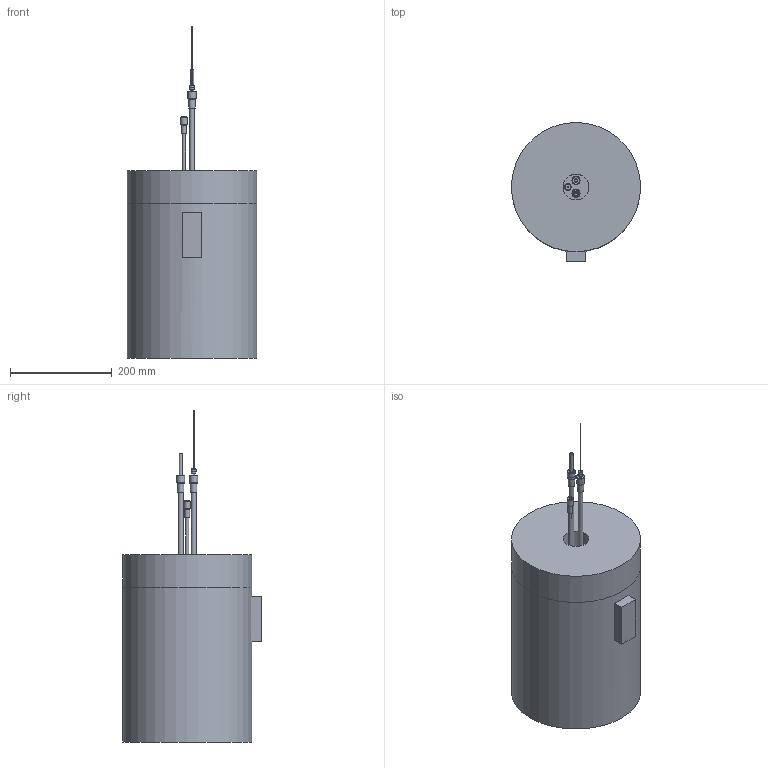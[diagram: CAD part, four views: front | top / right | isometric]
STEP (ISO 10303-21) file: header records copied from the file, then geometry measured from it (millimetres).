
FILE_DESCRIPTION(/* description */ (''),/* implementation_level */ '2;1');
FILE_NAME(/* name */ 'StaticLeadCorrosionSetup.stp',/* time_stamp */ '2024-02-17T16:30:10-05:00',/* author */ ('Weiyue Zhou'),/* organization */ (''),/* preprocessor_version */ 'ST-DEVELOPER v20',/* originating_system */ 'Autodesk Inventor 2024',/* authorisation */ '');
FILE_SCHEMA (('AUTOMOTIVE_DESIGN { 1 0 10303 214 3 1 1 }'));
Length unit declared in the file: inch
Products named in the file (26): StaticLeadCorrosionSetup; f0337x000nt; fn-0337; A0001691; P0001623; P0000157; A0000618; P0000439; P0000494; Cover and Modification; f0337x000n; ThreeEighthTubing; OneQuarterTubing; s-012-k; s-025-k; c0002181; p0001775; P0001706; p0001593; MoWireThin; SS-1-UT-A-4-SwagelokCompany-3D-10-28-2020; CC46Z from Almath; Mo Cap; Mo Tube; Furnace representation; Furnace Cap
Assembly tree (27 placements, depth 4):
  StaticLeadCorrosionSetup
    f0337x000nt
    fn-0337
      A0001691
        P0001623
        P0000157
      A0000618
        P0000439
        P0000494
    Cover and Modification
      f0337x000n
      ThreeEighthTubing  x2
      OneQuarterTubing
      s-025-k  x2
        c0002181
        p0001775
        P0001706
        p0001593
      s-012-k
    MoWireThin
    SS-1-UT-A-4-SwagelokCompany-3D-10-28-2020
    CC46Z from Almath
    Mo Cap
    Mo Tube
    Furnace representation
    Furnace Cap
Bounding box: 254 x 273.05 x 653.18 mm (x, y, z)
Volume: 17246316.8 mm3; surface area: 804009.6 mm2
Topology: 25 solids, 26 shells, 319 faces, 736 edges, 482 vertices
Faces by surface type: cylinder 120, cone 101, plane 77, torus 21
Full cylindrical faces by diameter (mm): 1.27 x1, 1.587 x1, 1.778 x1, 3.175 x2, 3.454 x2, 4.318 x1, 4.572 x1, 5.334 x1, 6.35 x5, 6.731 x6, 6.782 x4, 6.792 x8, 7.62 x1, 7.747 x2, 7.938 x1, 8.28 x1, 8.433 x24, 8.636 x1, 9.398 x1, 9.525 x6, 9.528 x1, 10.871 x4, 11.326 x2, 12.7 x3, 12.703 x2, 15.875 x2, 38 x1, 43 x1, 44.45 x1, 47.498 x1
Entity records: 10070 total; most frequent: CARTESIAN_POINT 1823, DIRECTION 1774, ORIENTED_EDGE 1380, AXIS2_PLACEMENT_3D 779, EDGE_CURVE 690, VERTEX_POINT 452, CIRCLE 434, EDGE_LOOP 418
